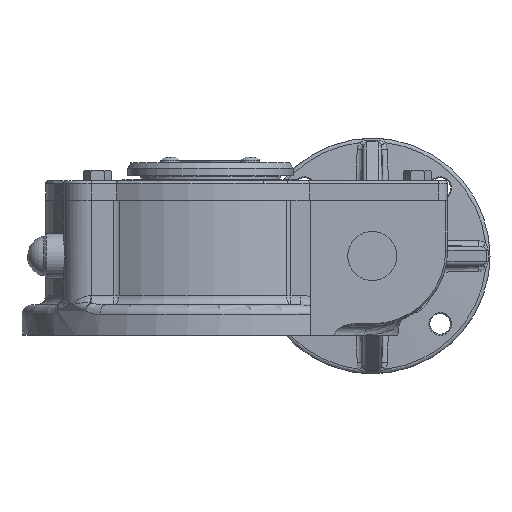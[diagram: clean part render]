
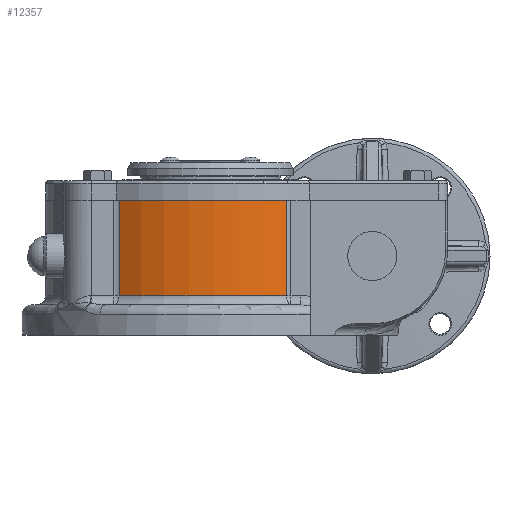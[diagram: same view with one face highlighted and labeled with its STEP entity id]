
A CAD part, left-side view. The second image highlights one B-rep face of the part: STEP entity #12357.
In plain terms, the highlighted cylindrical face has radius 87.5 mm (diameter 175 mm), a partial arc.
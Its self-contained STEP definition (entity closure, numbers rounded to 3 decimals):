
#340=CIRCLE('',#16590,87.5);
#341=CIRCLE('',#16591,87.5);
#879=CYLINDRICAL_SURFACE('',#16589,87.5);
#1978=ORIENTED_EDGE('',*,*,#5461,.T.);
#1979=ORIENTED_EDGE('',*,*,#5462,.T.);
#1980=ORIENTED_EDGE('',*,*,#5463,.T.);
#1981=ORIENTED_EDGE('',*,*,#5464,.T.);
#5461=EDGE_CURVE('',#7472,#7473,#8860,.F.);
#5462=EDGE_CURVE('',#7473,#7474,#340,.F.);
#5463=EDGE_CURVE('',#7474,#7475,#8861,.T.);
#5464=EDGE_CURVE('',#7475,#7472,#341,.F.);
#7472=VERTEX_POINT('',#21268);
#7473=VERTEX_POINT('',#21269);
#7474=VERTEX_POINT('',#21271);
#7475=VERTEX_POINT('',#21273);
#8860=LINE('',#21267,#9479);
#8861=LINE('',#21272,#9480);
#9479=VECTOR('',#17930,1000.);
#9480=VECTOR('',#17933,1000.);
#10107=EDGE_LOOP('',(#1978,#1979,#1980,#1981));
#11072=FACE_BOUND('',#10107,.T.);
#12357=ADVANCED_FACE('',(#11072),#879,.T.);
#16589=AXIS2_PLACEMENT_3D('',#21266,#17928,#17929);
#16590=AXIS2_PLACEMENT_3D('',#21270,#17931,#17932);
#16591=AXIS2_PLACEMENT_3D('',#21274,#17934,#17935);
#17928=DIRECTION('',(0.,0.,-1.));
#17929=DIRECTION('',(-1.,0.,0.));
#17930=DIRECTION('',(0.,0.,-1.));
#17931=DIRECTION('',(0.,0.,1.));
#17932=DIRECTION('',(1.,0.,0.));
#17933=DIRECTION('',(0.,0.,-1.));
#17934=DIRECTION('',(0.,0.,-1.));
#17935=DIRECTION('',(-1.,0.,0.));
#21266=CARTESIAN_POINT('',(0.,0.,74.5));
#21267=CARTESIAN_POINT('',(-77.568,-40.491,74.5));
#21268=CARTESIAN_POINT('',(-77.568,-40.491,21.));
#21269=CARTESIAN_POINT('',(-77.568,-40.491,71.5));
#21270=CARTESIAN_POINT('',(0.,0.,71.5));
#21271=CARTESIAN_POINT('',(-72.838,48.486,71.5));
#21272=CARTESIAN_POINT('',(-72.838,48.486,74.5));
#21273=CARTESIAN_POINT('',(-72.838,48.486,21.));
#21274=CARTESIAN_POINT('',(0.,0.,21.));
